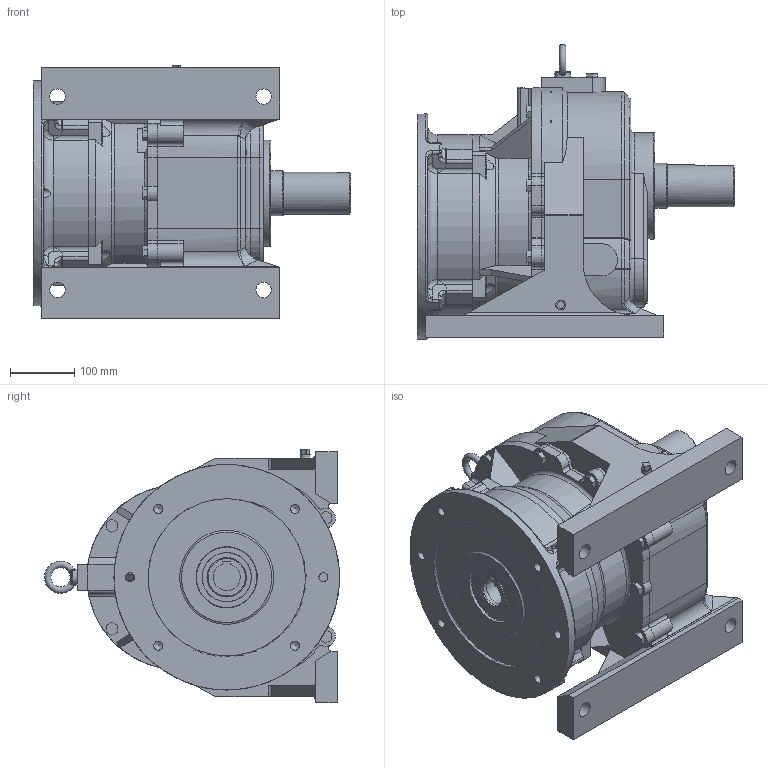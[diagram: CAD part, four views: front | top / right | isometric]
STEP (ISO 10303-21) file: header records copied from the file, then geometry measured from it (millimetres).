
FILE_DESCRIPTION (( 'STEP AP214' ), '1' );
FILE_NAME ('EK2DO08378H001_F1HM23_15KW_R5~10_defeature.stp', '2022-06-08T01:07:39', ( 'Windows 餌辨濠' ), ( '' ), 'SwSTEP 2.0', 'SolidWorks 2021', '' );
FILE_SCHEMA (( 'AUTOMOTIVE_DESIGN' ));
Length unit declared in the file: millimetre
Products named in the file (1): EK2DO08378H001_F1HM23_15KW_R5~10_defeature
Bounding box: 492.5 x 457.72 x 394 mm (x, y, z)
Volume: 30412391.1 mm3; surface area: 969316.3 mm2
Topology: 1 solids, 2 shells, 773 faces, 1926 edges, 1166 vertices
Faces by surface type: plane 308, cylinder 270, bspline 84, torus 67, cone 44
Full cylindrical faces by diameter (mm): 2.7 x2, 4 x1, 14 x10, 24 x4, 52 x1, 60 x2, 65 x1, 70 x1, 75 x1, 76.3 x2, 93.7 x2, 95 x2, 165 x1, 350 x1
Entity records: 30788 total; most frequent: CARTESIAN_POINT 11857, ORIENTED_EDGE 3658, DIRECTION 3402, EDGE_CURVE 1829, AXIS2_PLACEMENT_3D 1262, VERTEX_POINT 1135, VECTOR 878, LINE 878
